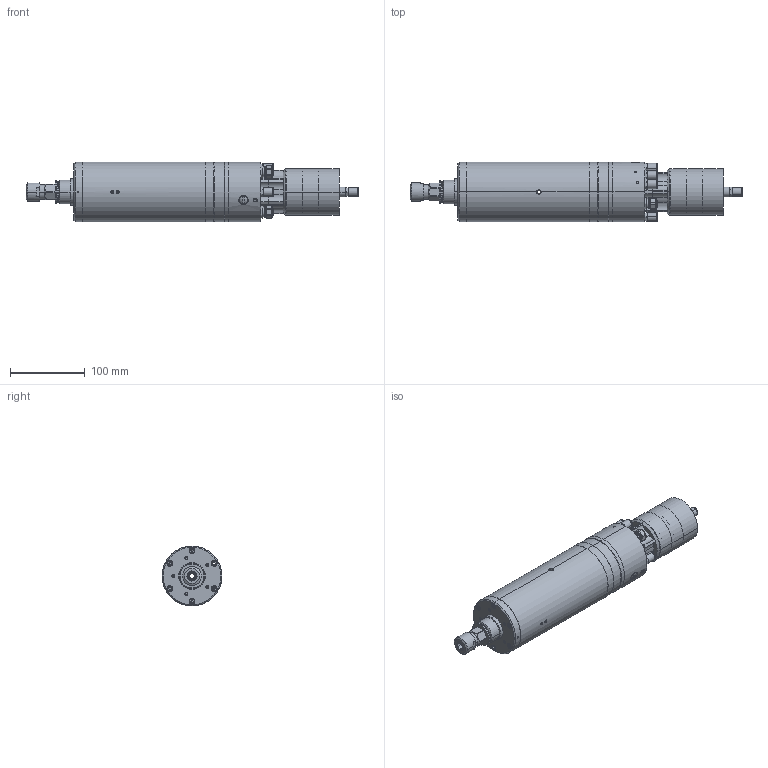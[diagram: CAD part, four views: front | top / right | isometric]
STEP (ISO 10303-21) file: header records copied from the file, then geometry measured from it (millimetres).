
FILE_DESCRIPTION (( 'STEP AP203' ), '1' );
FILE_NAME ('080A30KV-01-.STEP', '2014-02-03T13:07:52', ( '' ), ( '' ), 'SwSTEP 2.0', 'SolidWorks 2012', '' );
FILE_SCHEMA (( 'CONFIG_CONTROL_DESIGN' ));
Length unit declared in the file: millimetre
Products named in the file (1): 080A30KV-01-
Bounding box: 443.24 x 80 x 80 mm (x, y, z)
Surface area: 121533.1 mm2 (no closed solid volume)
Topology: 0 solids, 62 shells, 708 faces, 2133 edges, 1491 vertices
Faces by surface type: plane 288, cylinder 284, cone 84, torus 46, sphere 6
Entity records: 25797 total; most frequent: CARTESIAN_POINT 6173, DIRECTION 4432, ORIENTED_EDGE 3440, EDGE_CURVE 2129, AXIS2_PLACEMENT_3D 1713, VERTEX_POINT 1491, LINE 1006, VECTOR 1006
